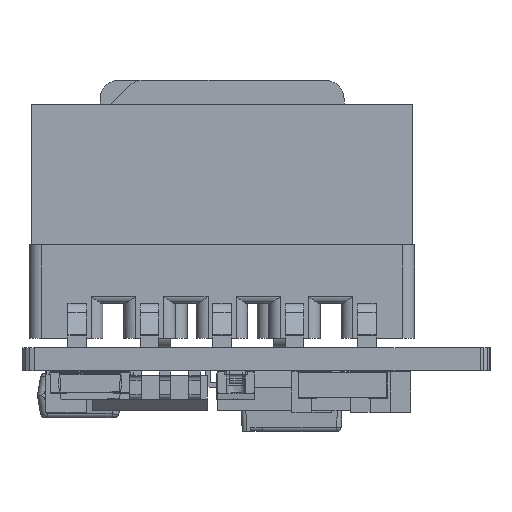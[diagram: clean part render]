
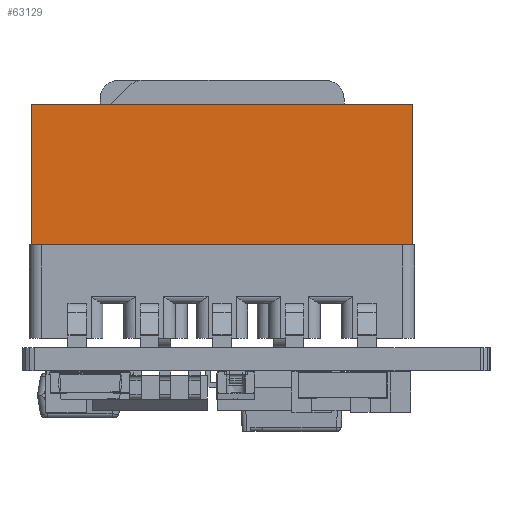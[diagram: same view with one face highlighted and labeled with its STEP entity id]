
A CAD part, left-side view. The second image highlights one B-rep face of the part: STEP entity #63129.
In plain terms, the highlighted face is planar.
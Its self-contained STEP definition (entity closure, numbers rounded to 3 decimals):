
#62735=DIRECTION('',(0.,0.,-1.));
#62736=VECTOR('',#62735,16.35);
#62737=CARTESIAN_POINT('',(-3.,0.,8.175));
#62738=LINE('',#62737,#62736);
#62931=DIRECTION('',(0.,0.,1.));
#62932=VECTOR('',#62931,16.35);
#62933=CARTESIAN_POINT('',(3.,0.,-8.175));
#62934=LINE('',#62933,#62932);
#62987=DIRECTION('',(1.,0.,0.));
#62988=VECTOR('',#62987,6.);
#62989=CARTESIAN_POINT('',(-3.,0.,-8.175));
#62990=LINE('',#62989,#62988);
#63001=DIRECTION('',(-1.,0.,0.));
#63002=VECTOR('',#63001,6.);
#63003=CARTESIAN_POINT('',(3.,0.,8.175));
#63004=LINE('',#63003,#63002);
#63050=CARTESIAN_POINT('',(-3.,0.,8.175));
#63051=CARTESIAN_POINT('',(-3.,0.,-8.175));
#63052=VERTEX_POINT('',#63050);
#63053=VERTEX_POINT('',#63051);
#63054=CARTESIAN_POINT('',(3.,0.,8.175));
#63055=VERTEX_POINT('',#63054);
#63056=CARTESIAN_POINT('',(3.,0.,-8.175));
#63057=VERTEX_POINT('',#63056);
#63114=CARTESIAN_POINT('',(0.,0.,0.));
#63115=DIRECTION('',(0.,1.,0.));
#63116=DIRECTION('',(1.,0.,0.));
#63117=AXIS2_PLACEMENT_3D('',#63114,#63115,#63116);
#63118=PLANE('',#63117);
#63120=ORIENTED_EDGE('',*,*,#63119,.F.);
#63122=ORIENTED_EDGE('',*,*,#63121,.F.);
#63124=ORIENTED_EDGE('',*,*,#63123,.F.);
#63126=ORIENTED_EDGE('',*,*,#63125,.F.);
#63127=EDGE_LOOP('',(#63120,#63122,#63124,#63126));
#63128=FACE_OUTER_BOUND('',#63127,.F.);
#63129=ADVANCED_FACE('',(#63128),#63118,.F.);
#63119=EDGE_CURVE('',#63052,#63053,#62738,.T.);
#63121=EDGE_CURVE('',#63055,#63052,#63004,.T.);
#63123=EDGE_CURVE('',#63057,#63055,#62934,.T.);
#63125=EDGE_CURVE('',#63053,#63057,#62990,.T.);
